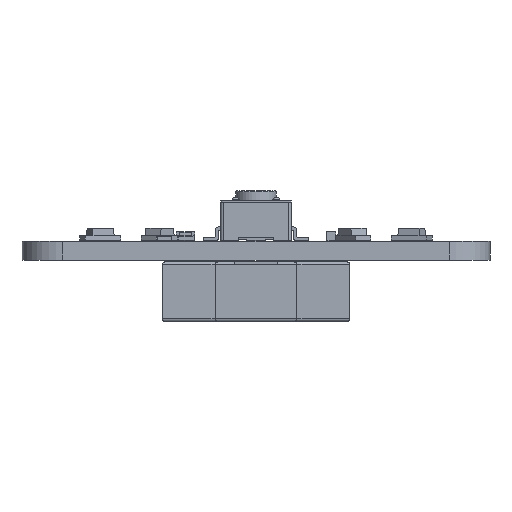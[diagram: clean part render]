
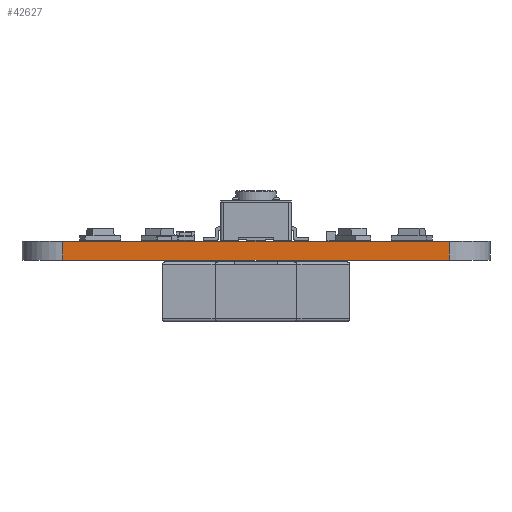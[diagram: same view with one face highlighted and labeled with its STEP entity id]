
A CAD part, front view. The second image highlights one B-rep face of the part: STEP entity #42627.
In plain terms, the highlighted planar face has unit normal (0, -1, 0).
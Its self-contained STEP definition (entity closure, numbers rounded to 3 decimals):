
#41723 = PLANE('',#41724);
#41724 = AXIS2_PLACEMENT_3D('',#41725,#41726,#41727);
#41725 = CARTESIAN_POINT('',(100.,-100.,1.6));
#41726 = DIRECTION('',(0.,0.,1.));
#41727 = DIRECTION('',(1.,0.,0.));
#41751 = CYLINDRICAL_SURFACE('',#41752,3.5);
#41752 = AXIS2_PLACEMENT_3D('',#41753,#41754,#41755);
#41753 = CARTESIAN_POINT('',(83.5,-121.5,0.));
#41754 = DIRECTION('',(0.,0.,-1.));
#41755 = DIRECTION('',(1.,0.,0.));
#41777 = PLANE('',#41778);
#41778 = AXIS2_PLACEMENT_3D('',#41779,#41780,#41781);
#41779 = CARTESIAN_POINT('',(100.,-100.,0.));
#41780 = DIRECTION('',(0.,0.,1.));
#41781 = DIRECTION('',(1.,0.,0.));
#41872 = VERTEX_POINT('',#41873);
#41873 = CARTESIAN_POINT('',(83.5,-125.,1.6));
#41895 = EDGE_CURVE('',#41896,#41872,#41898,.T.);
#41896 = VERTEX_POINT('',#41897);
#41897 = CARTESIAN_POINT('',(83.5,-125.,0.));
#41898 = SURFACE_CURVE('',#41899,(#41903,#41910),.PCURVE_S1.);
#41899 = LINE('',#41900,#41901);
#41900 = CARTESIAN_POINT('',(83.5,-125.,0.));
#41901 = VECTOR('',#41902,1.);
#41902 = DIRECTION('',(0.,0.,1.));
#41903 = PCURVE('',#41751,#41904);
#41904 = DEFINITIONAL_REPRESENTATION('',(#41905),#41909);
#41905 = LINE('',#41906,#41907);
#41906 = CARTESIAN_POINT('',(-4.712,0.));
#41907 = VECTOR('',#41908,1.);
#41908 = DIRECTION('',(0.,-1.));
#41909 = ( GEOMETRIC_REPRESENTATION_CONTEXT(2) 
PARAMETRIC_REPRESENTATION_CONTEXT() REPRESENTATION_CONTEXT('2D SPACE',''
  ) );
#41910 = PCURVE('',#41911,#41916);
#41911 = PLANE('',#41912);
#41912 = AXIS2_PLACEMENT_3D('',#41913,#41914,#41915);
#41913 = CARTESIAN_POINT('',(83.5,-125.,0.));
#41914 = DIRECTION('',(0.,1.,0.));
#41915 = DIRECTION('',(1.,0.,0.));
#41916 = DEFINITIONAL_REPRESENTATION('',(#41917),#41921);
#41917 = LINE('',#41918,#41919);
#41918 = CARTESIAN_POINT('',(0.,0.));
#41919 = VECTOR('',#41920,1.);
#41920 = DIRECTION('',(0.,-1.));
#41921 = ( GEOMETRIC_REPRESENTATION_CONTEXT(2) 
PARAMETRIC_REPRESENTATION_CONTEXT() REPRESENTATION_CONTEXT('2D SPACE',''
  ) );
#41950 = EDGE_CURVE('',#41896,#41951,#41953,.T.);
#41951 = VERTEX_POINT('',#41952);
#41952 = CARTESIAN_POINT('',(116.5,-125.,0.));
#41953 = SURFACE_CURVE('',#41954,(#41958,#41965),.PCURVE_S1.);
#41954 = LINE('',#41955,#41956);
#41955 = CARTESIAN_POINT('',(83.5,-125.,0.));
#41956 = VECTOR('',#41957,1.);
#41957 = DIRECTION('',(1.,0.,0.));
#41958 = PCURVE('',#41777,#41959);
#41959 = DEFINITIONAL_REPRESENTATION('',(#41960),#41964);
#41960 = LINE('',#41961,#41962);
#41961 = CARTESIAN_POINT('',(-16.5,-25.));
#41962 = VECTOR('',#41963,1.);
#41963 = DIRECTION('',(1.,0.));
#41964 = ( GEOMETRIC_REPRESENTATION_CONTEXT(2) 
PARAMETRIC_REPRESENTATION_CONTEXT() REPRESENTATION_CONTEXT('2D SPACE',''
  ) );
#41965 = PCURVE('',#41911,#41966);
#41966 = DEFINITIONAL_REPRESENTATION('',(#41967),#41971);
#41967 = LINE('',#41968,#41969);
#41968 = CARTESIAN_POINT('',(0.,0.));
#41969 = VECTOR('',#41970,1.);
#41970 = DIRECTION('',(1.,0.));
#41971 = ( GEOMETRIC_REPRESENTATION_CONTEXT(2) 
PARAMETRIC_REPRESENTATION_CONTEXT() REPRESENTATION_CONTEXT('2D SPACE',''
  ) );
#41990 = CYLINDRICAL_SURFACE('',#41991,3.5);
#41991 = AXIS2_PLACEMENT_3D('',#41992,#41993,#41994);
#41992 = CARTESIAN_POINT('',(116.5,-121.5,0.));
#41993 = DIRECTION('',(0.,0.,-1.));
#41994 = DIRECTION('',(1.,0.,0.));
#42303 = EDGE_CURVE('',#41872,#42304,#42306,.T.);
#42304 = VERTEX_POINT('',#42305);
#42305 = CARTESIAN_POINT('',(116.5,-125.,1.6));
#42306 = SURFACE_CURVE('',#42307,(#42311,#42318),.PCURVE_S1.);
#42307 = LINE('',#42308,#42309);
#42308 = CARTESIAN_POINT('',(83.5,-125.,1.6));
#42309 = VECTOR('',#42310,1.);
#42310 = DIRECTION('',(1.,0.,0.));
#42311 = PCURVE('',#41723,#42312);
#42312 = DEFINITIONAL_REPRESENTATION('',(#42313),#42317);
#42313 = LINE('',#42314,#42315);
#42314 = CARTESIAN_POINT('',(-16.5,-25.));
#42315 = VECTOR('',#42316,1.);
#42316 = DIRECTION('',(1.,0.));
#42317 = ( GEOMETRIC_REPRESENTATION_CONTEXT(2) 
PARAMETRIC_REPRESENTATION_CONTEXT() REPRESENTATION_CONTEXT('2D SPACE',''
  ) );
#42318 = PCURVE('',#41911,#42319);
#42319 = DEFINITIONAL_REPRESENTATION('',(#42320),#42324);
#42320 = LINE('',#42321,#42322);
#42321 = CARTESIAN_POINT('',(0.,-1.6));
#42322 = VECTOR('',#42323,1.);
#42323 = DIRECTION('',(1.,0.));
#42324 = ( GEOMETRIC_REPRESENTATION_CONTEXT(2) 
PARAMETRIC_REPRESENTATION_CONTEXT() REPRESENTATION_CONTEXT('2D SPACE',''
  ) );
#42627 = ADVANCED_FACE('',(#42628),#41911,.F.);
#42628 = FACE_BOUND('',#42629,.F.);
#42629 = EDGE_LOOP('',(#42630,#42631,#42632,#42653));
#42630 = ORIENTED_EDGE('',*,*,#41895,.T.);
#42631 = ORIENTED_EDGE('',*,*,#42303,.T.);
#42632 = ORIENTED_EDGE('',*,*,#42633,.F.);
#42633 = EDGE_CURVE('',#41951,#42304,#42634,.T.);
#42634 = SURFACE_CURVE('',#42635,(#42639,#42646),.PCURVE_S1.);
#42635 = LINE('',#42636,#42637);
#42636 = CARTESIAN_POINT('',(116.5,-125.,0.));
#42637 = VECTOR('',#42638,1.);
#42638 = DIRECTION('',(0.,0.,1.));
#42639 = PCURVE('',#41911,#42640);
#42640 = DEFINITIONAL_REPRESENTATION('',(#42641),#42645);
#42641 = LINE('',#42642,#42643);
#42642 = CARTESIAN_POINT('',(33.,0.));
#42643 = VECTOR('',#42644,1.);
#42644 = DIRECTION('',(0.,-1.));
#42645 = ( GEOMETRIC_REPRESENTATION_CONTEXT(2) 
PARAMETRIC_REPRESENTATION_CONTEXT() REPRESENTATION_CONTEXT('2D SPACE',''
  ) );
#42646 = PCURVE('',#41990,#42647);
#42647 = DEFINITIONAL_REPRESENTATION('',(#42648),#42652);
#42648 = LINE('',#42649,#42650);
#42649 = CARTESIAN_POINT('',(-4.712,0.));
#42650 = VECTOR('',#42651,1.);
#42651 = DIRECTION('',(0.,-1.));
#42652 = ( GEOMETRIC_REPRESENTATION_CONTEXT(2) 
PARAMETRIC_REPRESENTATION_CONTEXT() REPRESENTATION_CONTEXT('2D SPACE',''
  ) );
#42653 = ORIENTED_EDGE('',*,*,#41950,.F.);
